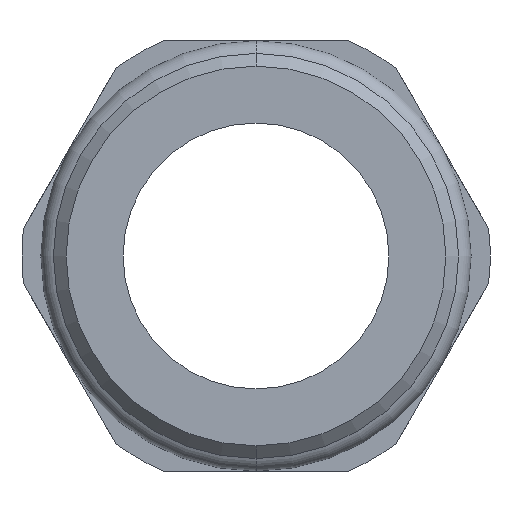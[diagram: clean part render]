
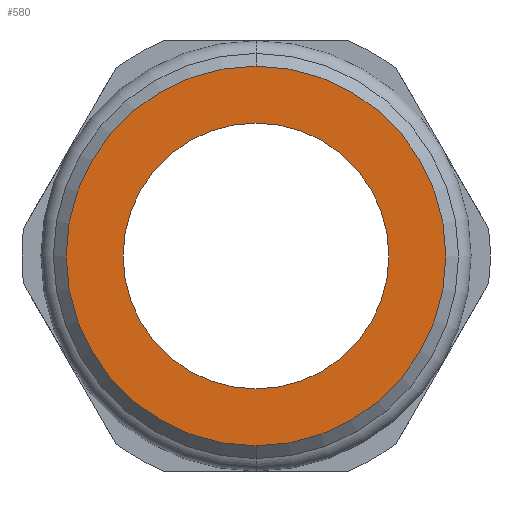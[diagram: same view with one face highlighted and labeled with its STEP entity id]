
A CAD part, front view. The second image highlights one B-rep face of the part: STEP entity #580.
In plain terms, the highlighted planar face has unit normal (0, -1, 0).
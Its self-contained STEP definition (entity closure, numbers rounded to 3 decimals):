
#93 = ORIENTED_EDGE ( 'NONE', *, *, #762, .T. ) ;
#94 = ORIENTED_EDGE ( 'NONE', *, *, #761, .T. ) ;
#96 = ORIENTED_EDGE ( 'NONE', *, *, #780, .T. ) ;
#98 = ORIENTED_EDGE ( 'NONE', *, *, #784, .T. ) ;
#188 = CARTESIAN_POINT ( 'NONE',  ( 0., -9., 0. ) ) ;
#189 = DIRECTION ( 'NONE',  ( 0., -1., 0. ) ) ;
#190 = DIRECTION ( 'NONE',  ( 0., 0., -1. ) ) ;
#191 = CARTESIAN_POINT ( 'NONE',  ( 0., -9., 0. ) ) ;
#192 = DIRECTION ( 'NONE',  ( 0., 1., 0. ) ) ;
#193 = DIRECTION ( 'NONE',  ( 0., 0., 1. ) ) ;
#242 = CARTESIAN_POINT ( 'NONE',  ( 0., -9., 0. ) ) ;
#246 = DIRECTION ( 'NONE',  ( 0., -1., 0. ) ) ;
#247 = DIRECTION ( 'NONE',  ( 0., 0., -1. ) ) ;
#251 = CARTESIAN_POINT ( 'NONE',  ( 0., -9., 0. ) ) ;
#258 = DIRECTION ( 'NONE',  ( 0., 1., 0. ) ) ;
#259 = DIRECTION ( 'NONE',  ( 0., 0., 1. ) ) ;
#358 = VERTEX_POINT ( 'NONE', #882 ) ;
#367 = VERTEX_POINT ( 'NONE', #891 ) ;
#371 = VERTEX_POINT ( 'NONE', #895 ) ;
#372 = VERTEX_POINT ( 'NONE', #896 ) ;
#420 = PLANE ( 'NONE',  #670 ) ;
#421 = CARTESIAN_POINT ( 'NONE',  ( -8., -9., 0. ) ) ;
#422 = DIRECTION ( 'NONE',  ( 0., -1., 0. ) ) ;
#423 = DIRECTION ( 'NONE',  ( 0., 0., -1. ) ) ;
#580 = ADVANCED_FACE ( 'NONE', ( #680, #703 ), #420, .T. ) ;
#637 = AXIS2_PLACEMENT_3D ( 'NONE', #251, #258, #259 ) ;
#638 = AXIS2_PLACEMENT_3D ( 'NONE', #188, #189, #190 ) ;
#670 = AXIS2_PLACEMENT_3D ( 'NONE', #421, #422, #423 ) ;
#680 = FACE_OUTER_BOUND ( 'NONE', #794, .T. ) ;
#703 = FACE_BOUND ( 'NONE', #791, .T. ) ;
#719 = AXIS2_PLACEMENT_3D ( 'NONE', #242, #246, #247 ) ;
#722 = AXIS2_PLACEMENT_3D ( 'NONE', #191, #192, #193 ) ;
#761 = EDGE_CURVE ( 'NONE', #358, #372, #821, .T. ) ;
#762 = EDGE_CURVE ( 'NONE', #371, #367, #822, .T. ) ;
#780 = EDGE_CURVE ( 'NONE', #372, #358, #832, .T. ) ;
#784 = EDGE_CURVE ( 'NONE', #367, #371, #834, .T. ) ;
#791 = EDGE_LOOP ( 'NONE', ( #93, #98 ) ) ;
#794 = EDGE_LOOP ( 'NONE', ( #94, #96 ) ) ;
#821 = CIRCLE ( 'NONE', #638, 7.5 ) ;
#822 = CIRCLE ( 'NONE', #722, 5.25 ) ;
#832 = CIRCLE ( 'NONE', #719, 7.5 ) ;
#834 = CIRCLE ( 'NONE', #637, 5.25 ) ;
#882 = CARTESIAN_POINT ( 'NONE',  ( 0., -9., 7.5 ) ) ;
#891 = CARTESIAN_POINT ( 'NONE',  ( 0., -9., -5.25 ) ) ;
#895 = CARTESIAN_POINT ( 'NONE',  ( 0., -9., 5.25 ) ) ;
#896 = CARTESIAN_POINT ( 'NONE',  ( 0., -9., -7.5 ) ) ;
